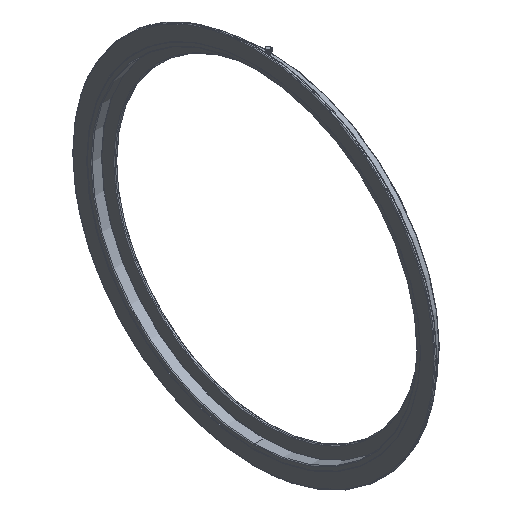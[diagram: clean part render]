
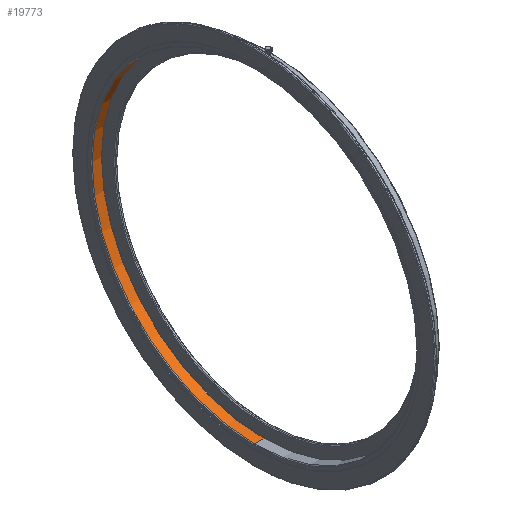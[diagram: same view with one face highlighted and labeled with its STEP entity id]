
A CAD part, isometric view. The second image highlights one B-rep face of the part: STEP entity #19773.
In plain terms, the highlighted cylindrical face has radius 471 mm (diameter 942 mm), a partial arc.
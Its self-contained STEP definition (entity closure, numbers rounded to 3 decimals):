
#1408 = FACE_OUTER_BOUND ( 'NONE', #12242, .T. ) ;
#1429 = CIRCLE ( 'NONE', #18015, 471. ) ;
#1504 = CARTESIAN_POINT ( 'NONE',  ( 30.5, 0., 471. ) ) ;
#2118 = VERTEX_POINT ( 'NONE', #13371 ) ;
#2906 = VERTEX_POINT ( 'NONE', #11144 ) ;
#3634 = CARTESIAN_POINT ( 'NONE',  ( 30.5, 0., 0. ) ) ;
#4374 = EDGE_CURVE ( 'NONE', #16128, #12902, #17992, .T. ) ;
#4803 = CARTESIAN_POINT ( 'NONE',  ( -1.625, 0., -471. ) ) ;
#5145 = ORIENTED_EDGE ( 'NONE', *, *, #14990, .F. ) ;
#6374 = ORIENTED_EDGE ( 'NONE', *, *, #4374, .F. ) ;
#6493 = DIRECTION ( 'NONE',  ( 0., 0., -1. ) ) ;
#6535 = EDGE_CURVE ( 'NONE', #2118, #2906, #1429, .T. ) ;
#6566 = VECTOR ( 'NONE', #12904, 1000. ) ;
#6593 = DIRECTION ( 'NONE',  ( 1., 0., 0. ) ) ;
#8930 = DIRECTION ( 'NONE',  ( 1., 0., 0. ) ) ;
#9588 = AXIS2_PLACEMENT_3D ( 'NONE', #9845, #6593, #6493 ) ;
#9845 = CARTESIAN_POINT ( 'NONE',  ( -1.625, 0., 0. ) ) ;
#10073 = CARTESIAN_POINT ( 'NONE',  ( 30.5, 0., -471. ) ) ;
#10369 = LINE ( 'NONE', #19979, #11026 ) ;
#10754 = DIRECTION ( 'NONE',  ( 1., 0., 0. ) ) ;
#11026 = VECTOR ( 'NONE', #8930, 1000. ) ;
#11144 = CARTESIAN_POINT ( 'NONE',  ( 3.5, 0., 471. ) ) ;
#11369 = DIRECTION ( 'NONE',  ( -1., 0., 0. ) ) ;
#11640 = ORIENTED_EDGE ( 'NONE', *, *, #19388, .T. ) ;
#12242 = EDGE_LOOP ( 'NONE', ( #5145, #18882, #11640, #6374 ) ) ;
#12821 = DIRECTION ( 'NONE',  ( 0., 0., -1. ) ) ;
#12902 = VERTEX_POINT ( 'NONE', #10073 ) ;
#12904 = DIRECTION ( 'NONE',  ( 1., 0., 0. ) ) ;
#13371 = CARTESIAN_POINT ( 'NONE',  ( 3.5, 0., -471. ) ) ;
#14016 = AXIS2_PLACEMENT_3D ( 'NONE', #3634, #11369, #12821 ) ;
#14990 = EDGE_CURVE ( 'NONE', #2906, #16128, #10369, .T. ) ;
#15812 = CARTESIAN_POINT ( 'NONE',  ( 3.5, 0., 0. ) ) ;
#16128 = VERTEX_POINT ( 'NONE', #1504 ) ;
#16329 = LINE ( 'NONE', #4803, #6566 ) ;
#17006 = CYLINDRICAL_SURFACE ( 'NONE', #9588, 471. ) ;
#17058 = DIRECTION ( 'NONE',  ( 0., 0., -1. ) ) ;
#17992 = CIRCLE ( 'NONE', #14016, 471. ) ;
#18015 = AXIS2_PLACEMENT_3D ( 'NONE', #15812, #10754, #17058 ) ;
#18882 = ORIENTED_EDGE ( 'NONE', *, *, #6535, .F. ) ;
#19388 = EDGE_CURVE ( 'NONE', #2118, #12902, #16329, .T. ) ;
#19773 = ADVANCED_FACE ( 'NONE', ( #1408 ), #17006, .F. ) ;
#19979 = CARTESIAN_POINT ( 'NONE',  ( -1.625, 0., 471. ) ) ;
